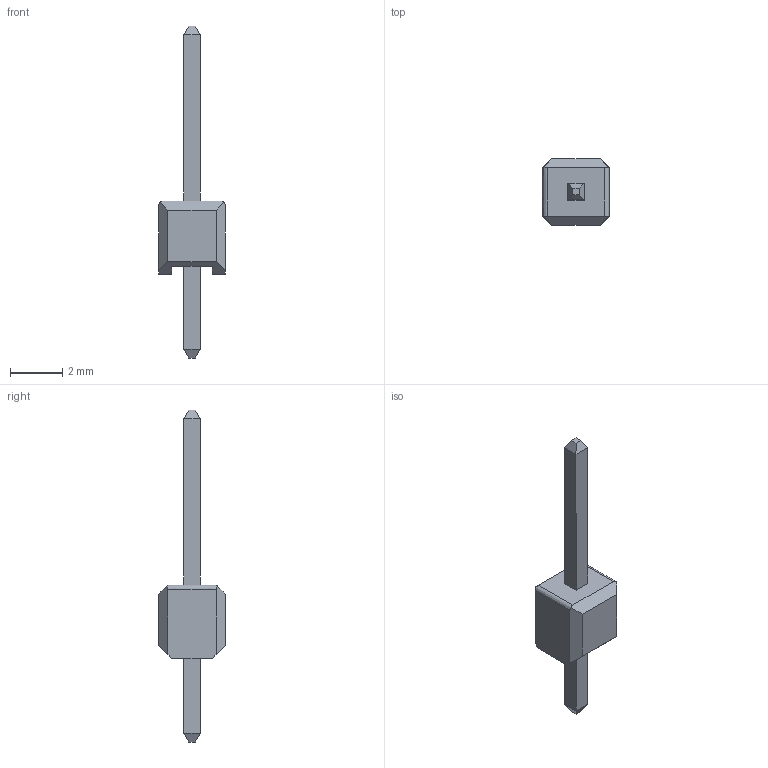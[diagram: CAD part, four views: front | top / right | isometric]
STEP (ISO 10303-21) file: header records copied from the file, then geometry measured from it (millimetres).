
FILE_DESCRIPTION(('FreeCAD Model'),'2;1');
FILE_NAME( 'Pin_Header_Straight_1x01.STEP', '2016-03-20T01:57:00',('Author'),(''), 'Open CASCADE STEP processor 6.8','FreeCAD','Unknown');
FILE_SCHEMA(('AUTOMOTIVE_DESIGN_CC2 { 1 2 10303 214 -1 1 5 4 }'));
Length unit declared in the file: millimetre
Products named in the file (3): Document; Document001; Document002
Bounding box: 2.54 x 2.54 x 12.7 mm (x, y, z)
Volume: 19.7 mm3; surface area: 73.8 mm2
Topology: 2 solids, 2 shells, 38 faces, 101 edges, 69 vertices
Faces by surface type: bspline 38
Entity records: 3038 total; most frequent: CARTESIAN_POINT 1643, B_SPLINE_CURVE_WITH_KNOTS 289, ORIENTED_EDGE 188, PCURVE 188, DEFINITIONAL_REPRESENTATION 188, EDGE_CURVE 94, SURFACE_CURVE 94, VERTEX_POINT 60
